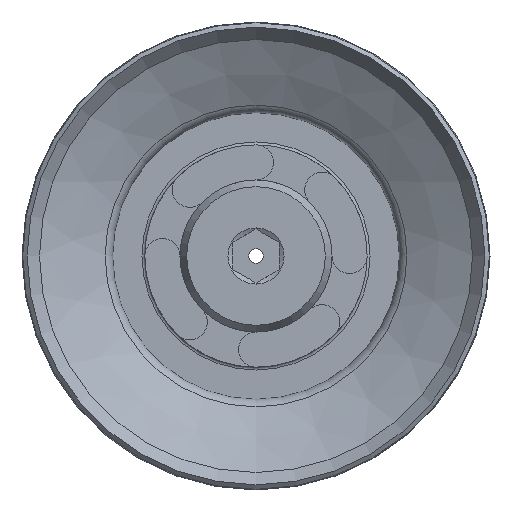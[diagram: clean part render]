
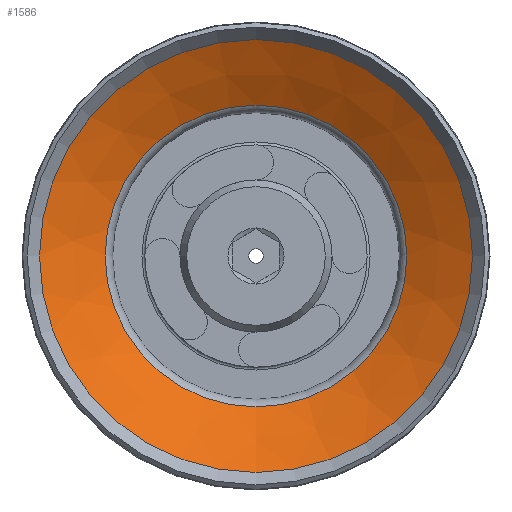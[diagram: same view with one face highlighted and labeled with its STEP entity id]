
A CAD part, front view. The second image highlights one B-rep face of the part: STEP entity #1586.
In plain terms, the highlighted conical face has half-angle 60.694 degrees and reference radius 25.776 mm.
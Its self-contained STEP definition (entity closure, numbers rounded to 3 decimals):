
#47=CONICAL_SURFACE('',#1706,25.776,1.059);
#267=ORIENTED_EDGE('',*,*,#543,.T.);
#268=ORIENTED_EDGE('',*,*,#542,.F.);
#542=EDGE_CURVE('',#680,#680,#756,.T.);
#543=EDGE_CURVE('',#681,#681,#757,.T.);
#680=VERTEX_POINT('',#2333);
#681=VERTEX_POINT('',#2336);
#756=CIRCLE('',#1705,25.776);
#757=CIRCLE('',#1707,37.);
#824=EDGE_LOOP('',(#267));
#825=EDGE_LOOP('',(#268));
#928=FACE_BOUND('',#824,.T.);
#929=FACE_BOUND('',#825,.T.);
#1586=ADVANCED_FACE('',(#928,#929),#47,.F.);
#1705=AXIS2_PLACEMENT_3D('',#2332,#1943,#1944);
#1706=AXIS2_PLACEMENT_3D('',#2334,#1945,#1946);
#1707=AXIS2_PLACEMENT_3D('',#2335,#1947,#1948);
#1943=DIRECTION('',(0.,-1.,0.));
#1944=DIRECTION('',(0.,0.,-1.));
#1945=DIRECTION('',(0.,-1.,0.));
#1946=DIRECTION('',(0.,0.,-1.));
#1947=DIRECTION('',(0.,-1.,0.));
#1948=DIRECTION('',(0.,0.,-1.));
#2332=CARTESIAN_POINT('',(0.,8.82,0.));
#2333=CARTESIAN_POINT('',(0.,8.82,-25.776));
#2334=CARTESIAN_POINT('',(0.,8.82,0.));
#2335=CARTESIAN_POINT('',(0.,2.52,0.));
#2336=CARTESIAN_POINT('',(0.,2.52,-37.));
